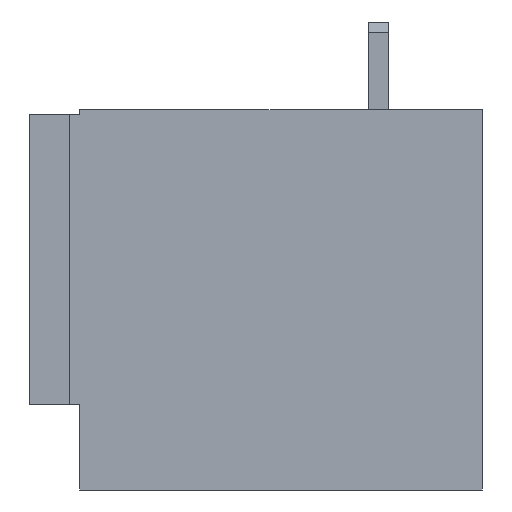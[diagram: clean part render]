
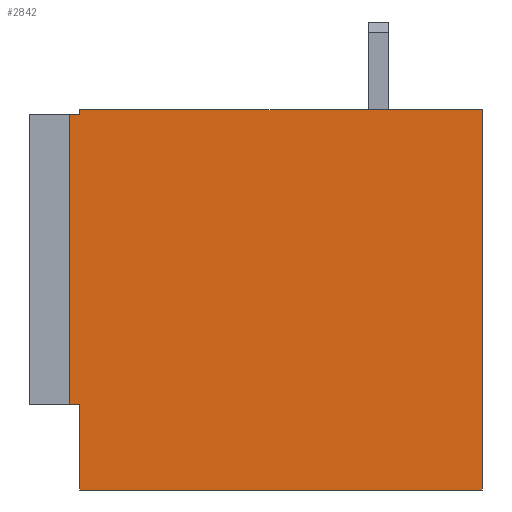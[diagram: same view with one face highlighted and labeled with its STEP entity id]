
A CAD part, left-side view. The second image highlights one B-rep face of the part: STEP entity #2842.
In plain terms, the highlighted planar face has unit normal (-1, 0, 0).
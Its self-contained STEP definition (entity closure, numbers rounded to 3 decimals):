
#2790=AXIS2_PLACEMENT_3D('Plane Axis2P3D',#2787,#2788,#2789) ;
#1715=CARTESIAN_POINT('Vertex',(-52.5,0.,-156.)) ;
#1718=CARTESIAN_POINT('Line Origine',(-52.5,40.25,-156.)) ;
#1722=CARTESIAN_POINT('Vertex',(-52.5,80.5,-156.)) ;
#2745=CARTESIAN_POINT('Line Origine',(-52.5,0.,-118.)) ;
#2749=CARTESIAN_POINT('Vertex',(-52.5,0.,-80.)) ;
#2787=CARTESIAN_POINT('Axis2P3D Location',(-52.5,0.,0.)) ;
#2792=CARTESIAN_POINT('Line Origine',(-52.5,82.5,-110.)) ;
#2796=CARTESIAN_POINT('Vertex',(-52.5,82.5,-81.)) ;
#2798=CARTESIAN_POINT('Vertex',(-52.5,82.5,-139.)) ;
#2801=CARTESIAN_POINT('Line Origine',(-52.5,81.5,-139.)) ;
#2805=CARTESIAN_POINT('Vertex',(-52.5,80.5,-139.)) ;
#2808=CARTESIAN_POINT('Line Origine',(-52.5,80.5,-147.5)) ;
#2813=CARTESIAN_POINT('Line Origine',(-52.5,40.25,-80.)) ;
#2817=CARTESIAN_POINT('Vertex',(-52.5,80.5,-80.)) ;
#2820=CARTESIAN_POINT('Line Origine',(-52.5,80.5,-80.5)) ;
#2824=CARTESIAN_POINT('Vertex',(-52.5,80.5,-81.)) ;
#2827=CARTESIAN_POINT('Line Origine',(-52.5,81.5,-81.)) ;
#1719=DIRECTION('Vector Direction',(0.,1.,0.)) ;
#2746=DIRECTION('Vector Direction',(0.,0.,1.)) ;
#2788=DIRECTION('Axis2P3D Direction',(1.,0.,0.)) ;
#2789=DIRECTION('Axis2P3D XDirection',(0.,1.,0.)) ;
#2793=DIRECTION('Vector Direction',(0.,0.,-1.)) ;
#2802=DIRECTION('Vector Direction',(0.,-1.,0.)) ;
#2809=DIRECTION('Vector Direction',(0.,0.,1.)) ;
#2814=DIRECTION('Vector Direction',(0.,1.,0.)) ;
#2821=DIRECTION('Vector Direction',(0.,0.,1.)) ;
#2828=DIRECTION('Vector Direction',(0.,1.,0.)) ;
#1720=VECTOR('Line Direction',#1719,1.) ;
#2747=VECTOR('Line Direction',#2746,1.) ;
#2794=VECTOR('Line Direction',#2793,1.) ;
#2803=VECTOR('Line Direction',#2802,1.) ;
#2810=VECTOR('Line Direction',#2809,1.) ;
#2815=VECTOR('Line Direction',#2814,1.) ;
#2822=VECTOR('Line Direction',#2821,1.) ;
#2829=VECTOR('Line Direction',#2828,1.) ;
#2833=ORIENTED_EDGE('',*,*,#2800,.T.) ;
#2834=ORIENTED_EDGE('',*,*,#2807,.F.) ;
#2835=ORIENTED_EDGE('',*,*,#2812,.F.) ;
#2836=ORIENTED_EDGE('',*,*,#1724,.F.) ;
#2837=ORIENTED_EDGE('',*,*,#2751,.F.) ;
#2838=ORIENTED_EDGE('',*,*,#2819,.F.) ;
#2839=ORIENTED_EDGE('',*,*,#2826,.F.) ;
#2840=ORIENTED_EDGE('',*,*,#2831,.F.) ;
#2842=ADVANCED_FACE('Differenziale',(#2841),#2791,.F.) ;
#1724=EDGE_CURVE('',#1716,#1723,#1721,.T.) ;
#2751=EDGE_CURVE('',#2750,#1716,#2748,.F.) ;
#2800=EDGE_CURVE('',#2797,#2799,#2795,.T.) ;
#2807=EDGE_CURVE('',#2806,#2799,#2804,.F.) ;
#2812=EDGE_CURVE('',#1723,#2806,#2811,.T.) ;
#2819=EDGE_CURVE('',#2818,#2750,#2816,.F.) ;
#2826=EDGE_CURVE('',#2825,#2818,#2823,.T.) ;
#2831=EDGE_CURVE('',#2797,#2825,#2830,.F.) ;
#2832=EDGE_LOOP('',(#2833,#2834,#2835,#2836,#2837,#2838,#2839,#2840)) ;
#2841=FACE_OUTER_BOUND('',#2832,.T.) ;
#1721=LINE('Line',#1718,#1720) ;
#2748=LINE('Line',#2745,#2747) ;
#2795=LINE('Line',#2792,#2794) ;
#2804=LINE('Line',#2801,#2803) ;
#2811=LINE('Line',#2808,#2810) ;
#2816=LINE('Line',#2813,#2815) ;
#2823=LINE('Line',#2820,#2822) ;
#2830=LINE('Line',#2827,#2829) ;
#2791=PLANE('',#2790) ;
#1716=VERTEX_POINT('',#1715) ;
#1723=VERTEX_POINT('',#1722) ;
#2750=VERTEX_POINT('',#2749) ;
#2797=VERTEX_POINT('',#2796) ;
#2799=VERTEX_POINT('',#2798) ;
#2806=VERTEX_POINT('',#2805) ;
#2818=VERTEX_POINT('',#2817) ;
#2825=VERTEX_POINT('',#2824) ;
